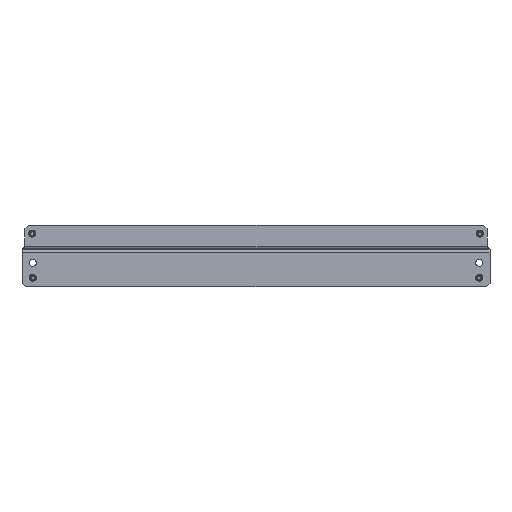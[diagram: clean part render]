
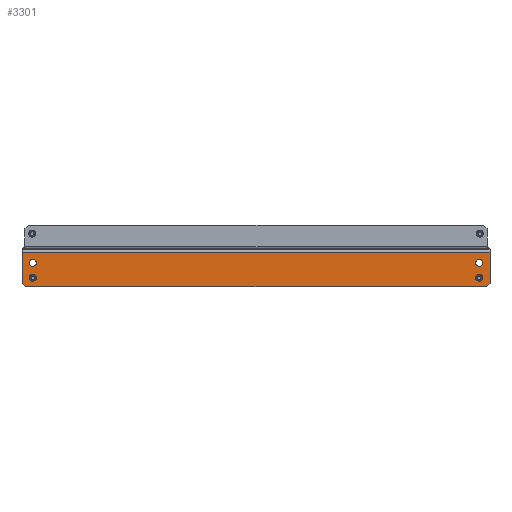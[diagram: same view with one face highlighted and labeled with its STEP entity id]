
A CAD part, left-side view. The second image highlights one B-rep face of the part: STEP entity #3301.
In plain terms, the highlighted face is planar.
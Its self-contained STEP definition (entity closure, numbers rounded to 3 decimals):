
#12 = CARTESIAN_POINT ( 'NONE',  ( 15.75, -1.5, -193. ) ) ;
#71 = DIRECTION ( 'NONE',  ( -1., 0., 0. ) ) ;
#104 = CARTESIAN_POINT ( 'NONE',  ( -1.25, -1.5, -187. ) ) ;
#132 = EDGE_CURVE ( 'NONE', #3145, #1333, #323, .T. ) ;
#189 = AXIS2_PLACEMENT_3D ( 'NONE', #4348, #4044, #2463 ) ;
#224 = DIRECTION ( 'NONE',  ( 0., -1., 0. ) ) ;
#235 = CARTESIAN_POINT ( 'NONE',  ( 15.75, -1.5, 196. ) ) ;
#272 = CIRCLE ( 'NONE', #1589, 3. ) ;
#302 = FACE_OUTER_BOUND ( 'NONE', #2015, .T. ) ;
#322 = CARTESIAN_POINT ( 'NONE',  ( -4.25, -1.5, -187. ) ) ;
#323 = LINE ( 'NONE', #1890, #2983 ) ;
#357 = CARTESIAN_POINT ( 'NONE',  ( -15.75, -1.5, 196. ) ) ;
#410 = CARTESIAN_POINT ( 'NONE',  ( 12.75, -1.5, 196. ) ) ;
#411 = EDGE_LOOP ( 'NONE', ( #1937, #882 ) ) ;
#445 = CIRCLE ( 'NONE', #2249, 3. ) ;
#476 = CARTESIAN_POINT ( 'NONE',  ( 11.25, -1.5, 187. ) ) ;
#517 = EDGE_CURVE ( 'NONE', #4688, #1333, #3011, .T. ) ;
#526 = CIRCLE ( 'NONE', #4166, 3. ) ;
#598 = AXIS2_PLACEMENT_3D ( 'NONE', #3464, #5023, #4119 ) ;
#693 = CIRCLE ( 'NONE', #2827, 3. ) ;
#703 = VECTOR ( 'NONE', #2797, 1000. ) ;
#752 = CARTESIAN_POINT ( 'NONE',  ( 12.75, -1.5, -196. ) ) ;
#762 = ORIENTED_EDGE ( 'NONE', *, *, #4064, .F. ) ;
#788 = VERTEX_POINT ( 'NONE', #4000 ) ;
#862 = VECTOR ( 'NONE', #873, 1000. ) ;
#873 = DIRECTION ( 'NONE',  ( -0.707, 0., 0.707 ) ) ;
#882 = ORIENTED_EDGE ( 'NONE', *, *, #1231, .T. ) ;
#887 = ORIENTED_EDGE ( 'NONE', *, *, #517, .F. ) ;
#914 = ORIENTED_EDGE ( 'NONE', *, *, #132, .T. ) ;
#932 = VERTEX_POINT ( 'NONE', #1772 ) ;
#976 = EDGE_CURVE ( 'NONE', #1613, #4673, #4561, .T. ) ;
#1056 = VERTEX_POINT ( 'NONE', #410 ) ;
#1082 = VERTEX_POINT ( 'NONE', #5044 ) ;
#1089 = VECTOR ( 'NONE', #3357, 1000. ) ;
#1113 = EDGE_CURVE ( 'NONE', #1082, #2362, #526, .T. ) ;
#1129 = FACE_BOUND ( 'NONE', #411, .T. ) ;
#1231 = EDGE_CURVE ( 'NONE', #932, #788, #3333, .T. ) ;
#1244 = CARTESIAN_POINT ( 'NONE',  ( -13.25, -1.5, 196. ) ) ;
#1281 = DIRECTION ( 'NONE',  ( 0., 1., 0. ) ) ;
#1282 = EDGE_LOOP ( 'NONE', ( #3641, #4754 ) ) ;
#1333 = VERTEX_POINT ( 'NONE', #12 ) ;
#1471 = EDGE_CURVE ( 'NONE', #3782, #3145, #2202, .T. ) ;
#1553 = LINE ( 'NONE', #1244, #703 ) ;
#1589 = AXIS2_PLACEMENT_3D ( 'NONE', #2515, #3710, #2563 ) ;
#1613 = VERTEX_POINT ( 'NONE', #104 ) ;
#1621 = ORIENTED_EDGE ( 'NONE', *, *, #2838, .F. ) ;
#1642 = EDGE_CURVE ( 'NONE', #788, #932, #4233, .T. ) ;
#1772 = CARTESIAN_POINT ( 'NONE',  ( -1.25, -1.5, 187. ) ) ;
#1806 = CARTESIAN_POINT ( 'NONE',  ( -7.25, -1.5, -187. ) ) ;
#1873 = CARTESIAN_POINT ( 'NONE',  ( 8.25, -1.5, 187. ) ) ;
#1879 = ORIENTED_EDGE ( 'NONE', *, *, #976, .F. ) ;
#1890 = CARTESIAN_POINT ( 'NONE',  ( 12.75, -1.5, -196. ) ) ;
#1937 = ORIENTED_EDGE ( 'NONE', *, *, #1642, .T. ) ;
#1971 = DIRECTION ( 'NONE',  ( 0., 1., 0. ) ) ;
#2000 = ORIENTED_EDGE ( 'NONE', *, *, #3878, .T. ) ;
#2015 = EDGE_LOOP ( 'NONE', ( #887, #2000, #3654, #4944, #2790, #914 ) ) ;
#2114 = ORIENTED_EDGE ( 'NONE', *, *, #3801, .F. ) ;
#2202 = LINE ( 'NONE', #4914, #1089 ) ;
#2233 = CARTESIAN_POINT ( 'NONE',  ( -4.25, -1.5, -187. ) ) ;
#2249 = AXIS2_PLACEMENT_3D ( 'NONE', #322, #3474, #5058 ) ;
#2253 = CARTESIAN_POINT ( 'NONE',  ( -15.75, -1.5, 196. ) ) ;
#2259 = FACE_BOUND ( 'NONE', #4283, .T. ) ;
#2304 = CARTESIAN_POINT ( 'NONE',  ( -13.25, -1.5, 196. ) ) ;
#2320 = AXIS2_PLACEMENT_3D ( 'NONE', #2233, #224, #4436 ) ;
#2329 = CIRCLE ( 'NONE', #189, 3. ) ;
#2362 = VERTEX_POINT ( 'NONE', #476 ) ;
#2376 = CARTESIAN_POINT ( 'NONE',  ( 11.25, -1.5, -187. ) ) ;
#2463 = DIRECTION ( 'NONE',  ( -1., 0., 0. ) ) ;
#2515 = CARTESIAN_POINT ( 'NONE',  ( 8.25, -1.5, -187. ) ) ;
#2563 = DIRECTION ( 'NONE',  ( -1., 0., 0. ) ) ;
#2617 = CARTESIAN_POINT ( 'NONE',  ( -13.25, -1.5, -196. ) ) ;
#2627 = VERTEX_POINT ( 'NONE', #4969 ) ;
#2671 = LINE ( 'NONE', #2253, #3753 ) ;
#2790 = ORIENTED_EDGE ( 'NONE', *, *, #1471, .T. ) ;
#2797 = DIRECTION ( 'NONE',  ( 0., 0., -1. ) ) ;
#2827 = AXIS2_PLACEMENT_3D ( 'NONE', #4397, #3988, #71 ) ;
#2838 = EDGE_CURVE ( 'NONE', #4692, #2627, #693, .T. ) ;
#2983 = VECTOR ( 'NONE', #3475, 1000. ) ;
#3011 = LINE ( 'NONE', #235, #3389 ) ;
#3145 = VERTEX_POINT ( 'NONE', #752 ) ;
#3173 = DIRECTION ( 'NONE',  ( -1., 0., 0. ) ) ;
#3243 = LINE ( 'NONE', #3952, #862 ) ;
#3301 = ADVANCED_FACE ( 'NONE', ( #4672, #2259, #1129, #4296, #302 ), #3907, .F. ) ;
#3330 = EDGE_CURVE ( 'NONE', #2362, #1082, #2329, .T. ) ;
#3333 = CIRCLE ( 'NONE', #4643, 3. ) ;
#3357 = DIRECTION ( 'NONE',  ( 1., 0., 0. ) ) ;
#3389 = VECTOR ( 'NONE', #4610, 1000. ) ;
#3464 = CARTESIAN_POINT ( 'NONE',  ( -4.25, -1.5, 187. ) ) ;
#3474 = DIRECTION ( 'NONE',  ( 0., -1., 0. ) ) ;
#3475 = DIRECTION ( 'NONE',  ( 0.707, 0., 0.707 ) ) ;
#3539 = DIRECTION ( 'NONE',  ( -1., 0., 0. ) ) ;
#3641 = ORIENTED_EDGE ( 'NONE', *, *, #1113, .T. ) ;
#3654 = ORIENTED_EDGE ( 'NONE', *, *, #3669, .F. ) ;
#3669 = EDGE_CURVE ( 'NONE', #3717, #1056, #2671, .T. ) ;
#3671 = CARTESIAN_POINT ( 'NONE',  ( -4.25, -1.5, 187. ) ) ;
#3710 = DIRECTION ( 'NONE',  ( 0., -1., 0. ) ) ;
#3717 = VERTEX_POINT ( 'NONE', #2304 ) ;
#3753 = VECTOR ( 'NONE', #5085, 1000. ) ;
#3782 = VERTEX_POINT ( 'NONE', #2617 ) ;
#3801 = EDGE_CURVE ( 'NONE', #4673, #1613, #445, .T. ) ;
#3831 = EDGE_CURVE ( 'NONE', #3717, #3782, #1553, .T. ) ;
#3878 = EDGE_CURVE ( 'NONE', #4688, #1056, #3243, .T. ) ;
#3907 = PLANE ( 'NONE',  #3921 ) ;
#3921 = AXIS2_PLACEMENT_3D ( 'NONE', #357, #1281, #4750 ) ;
#3952 = CARTESIAN_POINT ( 'NONE',  ( 15.75, -1.5, 193. ) ) ;
#3988 = DIRECTION ( 'NONE',  ( 0., -1., 0. ) ) ;
#4000 = CARTESIAN_POINT ( 'NONE',  ( -7.25, -1.5, 187. ) ) ;
#4044 = DIRECTION ( 'NONE',  ( 0., 1., 0. ) ) ;
#4064 = EDGE_CURVE ( 'NONE', #2627, #4692, #272, .T. ) ;
#4119 = DIRECTION ( 'NONE',  ( -1., 0., 0. ) ) ;
#4166 = AXIS2_PLACEMENT_3D ( 'NONE', #1873, #1971, #3539 ) ;
#4233 = CIRCLE ( 'NONE', #598, 3. ) ;
#4283 = EDGE_LOOP ( 'NONE', ( #762, #1621 ) ) ;
#4296 = FACE_BOUND ( 'NONE', #1282, .T. ) ;
#4348 = CARTESIAN_POINT ( 'NONE',  ( 8.25, -1.5, 187. ) ) ;
#4397 = CARTESIAN_POINT ( 'NONE',  ( 8.25, -1.5, -187. ) ) ;
#4436 = DIRECTION ( 'NONE',  ( -1., 0., 0. ) ) ;
#4453 = DIRECTION ( 'NONE',  ( 0., 1., 0. ) ) ;
#4561 = CIRCLE ( 'NONE', #2320, 3. ) ;
#4610 = DIRECTION ( 'NONE',  ( 0., 0., -1. ) ) ;
#4643 = AXIS2_PLACEMENT_3D ( 'NONE', #3671, #4453, #3173 ) ;
#4662 = CARTESIAN_POINT ( 'NONE',  ( 15.75, -1.5, 193. ) ) ;
#4672 = FACE_BOUND ( 'NONE', #4714, .T. ) ;
#4673 = VERTEX_POINT ( 'NONE', #1806 ) ;
#4688 = VERTEX_POINT ( 'NONE', #4662 ) ;
#4692 = VERTEX_POINT ( 'NONE', #2376 ) ;
#4714 = EDGE_LOOP ( 'NONE', ( #2114, #1879 ) ) ;
#4750 = DIRECTION ( 'NONE',  ( -1., 0., 0. ) ) ;
#4754 = ORIENTED_EDGE ( 'NONE', *, *, #3330, .T. ) ;
#4914 = CARTESIAN_POINT ( 'NONE',  ( -15.75, -1.5, -196. ) ) ;
#4944 = ORIENTED_EDGE ( 'NONE', *, *, #3831, .T. ) ;
#4969 = CARTESIAN_POINT ( 'NONE',  ( 5.25, -1.5, -187. ) ) ;
#5023 = DIRECTION ( 'NONE',  ( 0., 1., 0. ) ) ;
#5044 = CARTESIAN_POINT ( 'NONE',  ( 5.25, -1.5, 187. ) ) ;
#5058 = DIRECTION ( 'NONE',  ( -1., 0., 0. ) ) ;
#5085 = DIRECTION ( 'NONE',  ( 1., 0., 0. ) ) ;
